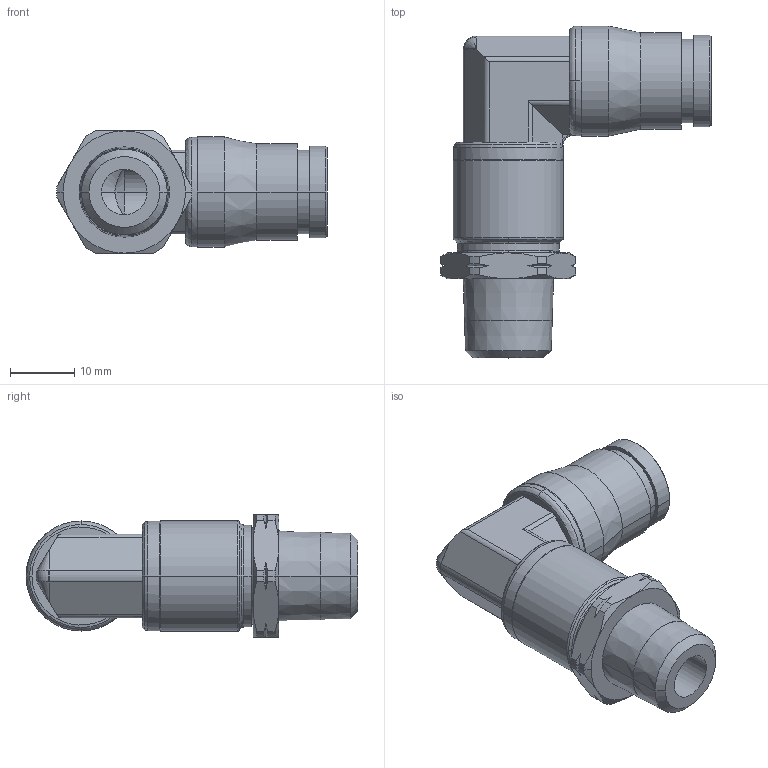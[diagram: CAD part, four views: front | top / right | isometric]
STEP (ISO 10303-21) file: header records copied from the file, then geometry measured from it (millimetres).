
FILE_DESCRIPTION(('STEP AP214'),'1');
FILE_NAME('3809_10_14.stp','2016-07-07T14:27:25',('TraceParts'),('TraceParts S.A.'),'Spatial InterOp 3D',' ',' ');
FILE_SCHEMA(('automotive_design'));
Length unit declared in the file: millimetre
Products named in the file (1): 1
Bounding box: 42.01 x 51.55 x 19 mm (x, y, z)
Volume: 8904.4 mm3; surface area: 6520.3 mm2
Topology: 1 solids, 1 shells, 168 faces, 422 edges, 262 vertices
Faces by surface type: cone 64, cylinder 57, plane 32, torus 15
Entity records: 5210 total; most frequent: CARTESIAN_POINT 1226, DIRECTION 877, ORIENTED_EDGE 840, EDGE_CURVE 420, AXIS2_PLACEMENT_3D 365, VERTEX_POINT 262, CIRCLE 190, EDGE_LOOP 178
